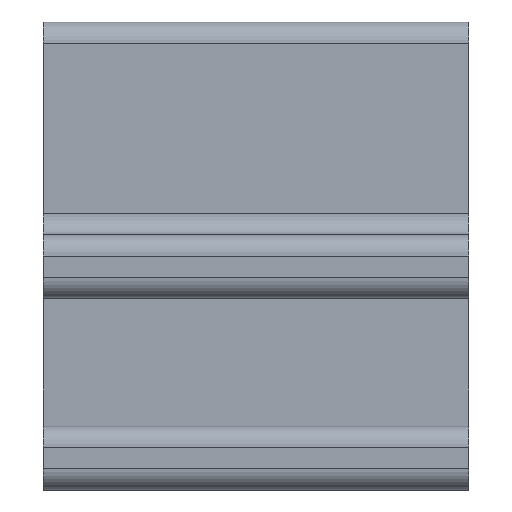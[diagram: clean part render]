
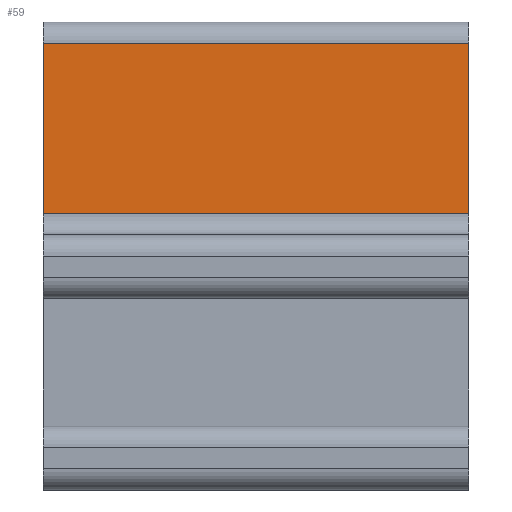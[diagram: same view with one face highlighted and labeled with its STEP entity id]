
A CAD part, front view. The second image highlights one B-rep face of the part: STEP entity #59.
In plain terms, the highlighted planar face has unit normal (0, -1, 0).
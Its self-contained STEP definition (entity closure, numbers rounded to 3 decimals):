
#59=ADVANCED_FACE('',(#167),#169,.T.);
#167=FACE_BOUND('',#168,.T.);
#168=EDGE_LOOP('',(#352,#353,#354,#355));
#169=PLANE('',#170);
#170=AXIS2_PLACEMENT_3D('',#171,#172,#173);
#171=CARTESIAN_POINT('',(-10.,0.,3.));
#172=DIRECTION('',(0.,-1.,0.));
#173=DIRECTION('',(1.,0.,0.));
#352=ORIENTED_EDGE('',*,*,#472,.F.);
#353=ORIENTED_EDGE('',*,*,#442,.F.);
#354=ORIENTED_EDGE('',*,*,#473,.F.);
#355=ORIENTED_EDGE('',*,*,#459,.T.);
#442=EDGE_CURVE('',#536,#538,#539,.T.);
#459=EDGE_CURVE('',#570,#568,#571,.T.);
#472=EDGE_CURVE('',#538,#568,#590,.T.);
#473=EDGE_CURVE('',#570,#536,#591,.T.);
#536=VERTEX_POINT('',#720);
#538=VERTEX_POINT('',#725);
#539=LINE('',#726,#727);
#568=VERTEX_POINT('',#790);
#570=VERTEX_POINT('',#795);
#571=LINE('',#796,#797);
#590=LINE('',#846,#847);
#591=LINE('',#849,#850);
#720=CARTESIAN_POINT('',(-10.,0.,13.));
#725=CARTESIAN_POINT('',(-10.,0.,21.));
#726=CARTESIAN_POINT('',(-10.,0.,13.));
#727=VECTOR('',#728,1.);
#728=DIRECTION('',(0.,0.,1.));
#790=CARTESIAN_POINT('',(10.,0.,21.));
#795=CARTESIAN_POINT('',(10.,0.,13.));
#796=CARTESIAN_POINT('',(10.,0.,13.));
#797=VECTOR('',#798,1.);
#798=DIRECTION('',(0.,0.,1.));
#846=CARTESIAN_POINT('',(-10.,0.,21.));
#847=VECTOR('',#848,1.);
#848=DIRECTION('',(1.,0.,0.));
#849=CARTESIAN_POINT('',(10.,0.,13.));
#850=VECTOR('',#851,1.);
#851=DIRECTION('',(-1.,0.,0.));
